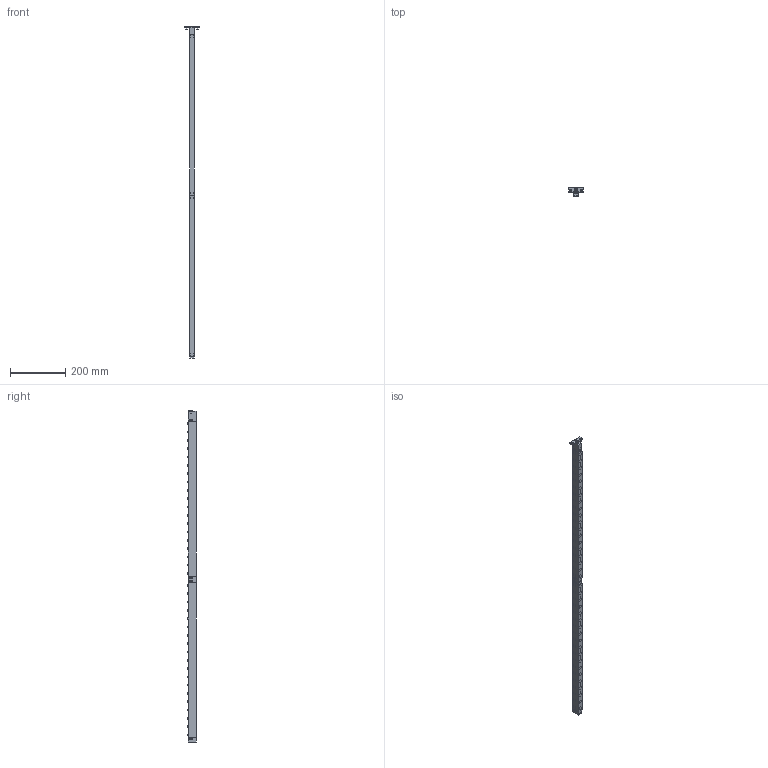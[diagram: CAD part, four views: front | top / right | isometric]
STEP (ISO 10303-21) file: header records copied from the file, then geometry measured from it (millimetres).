
FILE_DESCRIPTION(/* description */ ('DIE LIFTER'),/* implementation_level */ '2;1');
FILE_NAME(/* name */ 'EHB18-38.stp',/* time_stamp */ '2019-11-20T15:23:17+08:00',/* author */ ('yue.yang'),/* organization */ (''),/* preprocessor_version */ 'ST-DEVELOPER v17',/* originating_system */ 'Autodesk Inventor 2019',/* authorisation */ '');
FILE_SCHEMA (('AP203_CONFIGURATION_CONTROLLED_3D_DESIGN_OF_MECHANICAL_PARTS_AND_ASSEMBLIES_MIM_LF { 1 0 10303 203 3 1 4 }','AUTOMOTIVE_DESIGN { 1 0 10303 214 3 1 1 }'));
Products named in the file (2): EHB18-38; EHB18-38_Substitute_1
Assembly tree (1 placements, depth 2):
  EHB18-38
    EHB18-38_Substitute_1
Bounding box: 52 x 31.46 x 1198 mm (x, y, z)
Volume: 495669.1 mm3; surface area: 243447.3 mm2
Topology: 77 solids, 77 shells, 1292 faces, 4037 edges, 2852 vertices
Faces by surface type: plane 458, cylinder 404, cone 198, torus 194, sphere 38
Full cylindrical faces by diameter (mm): 3 x3, 4 x2, 4.3 x2, 5 x56, 5.5 x2, 6.647 x4, 7.5 x1, 8 x3, 8.566 x1, 10 x5, 10.2 x38, 10.5 x1, 12.05 x38, 13.5 x38, 13.55 x38, 15.55 x38, 15.7 x38
Entity records: 53334 total; most frequent: CARTESIAN_POINT 14104, DIRECTION 8493, ORIENTED_EDGE 7834, EDGE_CURVE 3917, AXIS2_PLACEMENT_3D 3752, VERTEX_POINT 2852, CIRCLE 2457, EDGE_LOOP 1645
